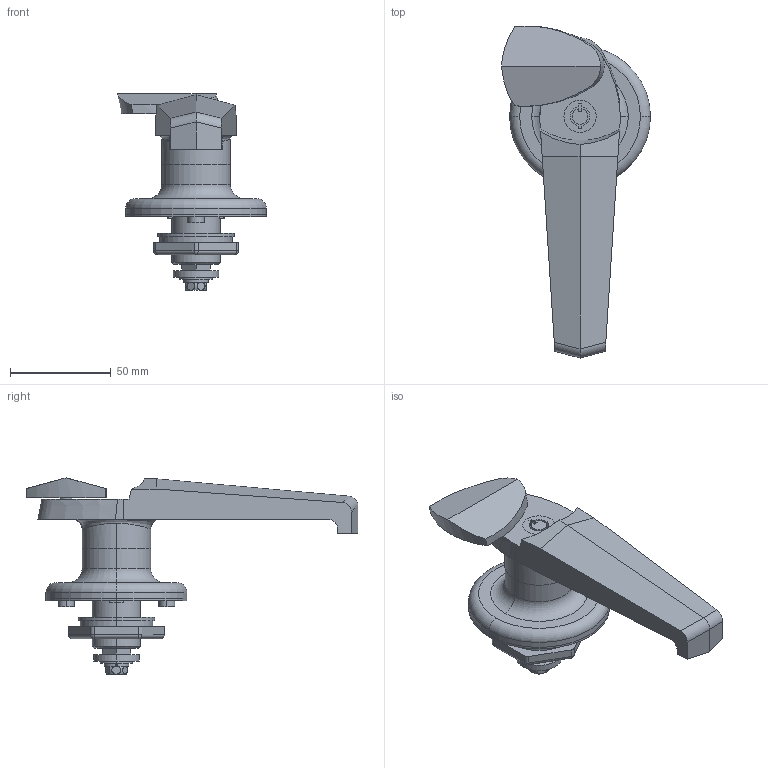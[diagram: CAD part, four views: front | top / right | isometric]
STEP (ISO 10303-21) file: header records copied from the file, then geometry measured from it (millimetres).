
FILE_DESCRIPTION (( 'STEP AP203' ), '1' );
FILE_NAME ('sone3D.STEP', '2013-10-03T05:45:39', ( '' ), ( '' ), 'SwSTEP 2.0', 'SolidWorks 2012', '' );
FILE_SCHEMA (( 'CONFIG_CONTROL_DESIGN' ));
Length unit declared in the file: millimetre
Products named in the file (14): sone3D; 十字穴付き六角ボルトM6（SW･平W付）; 暯儚僢僔儍乕M6暲娵_M6-冇16亊冇6.5亊t1; スプリングワッシャーM6_JIS B 1251 No.2 6; 廫帤寠晅偒榋妏儃儖僩M6_M6亊20; AP-140-1ローター_; AP-140-1僼僞__AP-140-1-1僼僞_; AP-140-1角穴ワッシャー_; AP-140-1歯付座金_; AP-140-1六角ナット_; AP-140-1パッキン_; AP-140-1僀儞僒乕僩_; AP-140-1僴儞僪儖__AP-140-1-1_; AP-140-1台座__AP-140-1台座_
Assembly tree (13 placements, depth 3):
  sone3D
    AP-140-1台座__AP-140-1台座_
    AP-140-1僴儞僪儖__AP-140-1-1_
    AP-140-1僀儞僒乕僩_
    AP-140-1パッキン_
    AP-140-1六角ナット_
    AP-140-1歯付座金_
    AP-140-1角穴ワッシャー_
    AP-140-1僼僞__AP-140-1-1僼僞_
    AP-140-1ローター_
    十字穴付き六角ボルトM6（SW･平W付）
      廫帤寠晅偒榋妏儃儖僩M6_M6亊20
      スプリングワッシャーM6_JIS B 1251 No.2 6
      暯儚僢僔儍乕M6暲娵_M6-冇16亊冇6.5亊t1
Bounding box: 74 x 164.88 x 97.5 mm (x, y, z)
Volume: 150675.3 mm3; surface area: 63233 mm2
Topology: 12 solids, 12 shells, 295 faces, 704 edges, 452 vertices
Faces by surface type: plane 149, cylinder 116, torus 10, cone 10, sphere 6, bspline 4
Entity records: 11481 total; most frequent: CARTESIAN_POINT 3025, DIRECTION 1535, ORIENTED_EDGE 1392, EDGE_CURVE 696, AXIS2_PLACEMENT_3D 582, VERTEX_POINT 450, VECTOR 371, LINE 371
